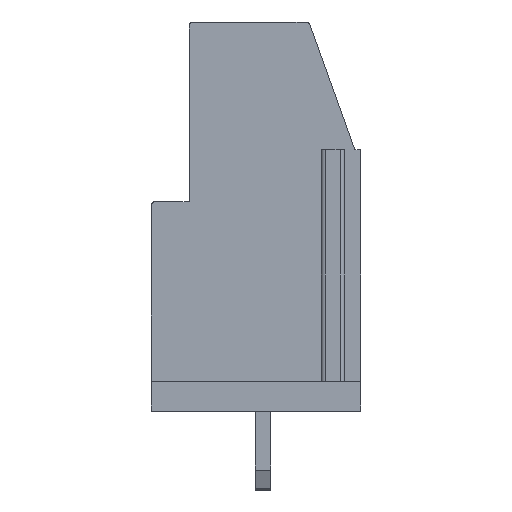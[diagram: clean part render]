
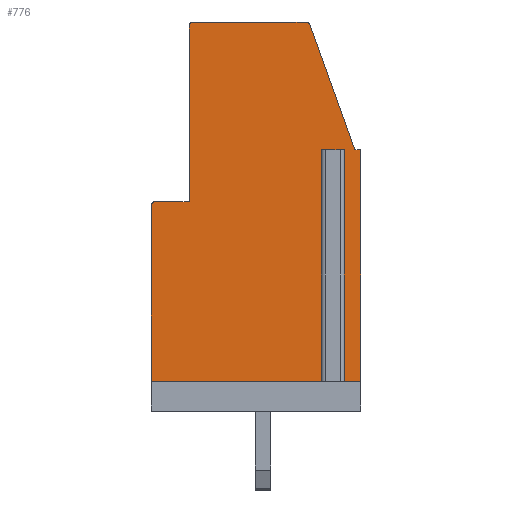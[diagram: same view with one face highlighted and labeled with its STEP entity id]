
A CAD part, left-side view. The second image highlights one B-rep face of the part: STEP entity #776.
In plain terms, the highlighted planar face has unit normal (-1, 0, 0).
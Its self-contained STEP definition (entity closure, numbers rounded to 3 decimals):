
#776=ADVANCED_FACE('',(#5155),#5157,.T.);
#5155=FACE_BOUND('',#5156,.T.);
#5156=EDGE_LOOP('',(#8815,#8816,#8817,#8818,#8819,#8820,#8821,#8822,#8823,#8824,
#8825,#8826,#8827,#8828,#8829));
#5157=PLANE('',#5158);
#5158=AXIS2_PLACEMENT_3D('',#5159,#5160,#5161);
#5159=CARTESIAN_POINT('',(-2.5,0.,0.));
#5160=DIRECTION('',(-1.,0.,0.));
#5161=DIRECTION('',(0.,0.,-1.));
#8815=ORIENTED_EDGE('',*,*,#11196,.F.);
#8816=ORIENTED_EDGE('',*,*,#11197,.F.);
#8817=ORIENTED_EDGE('',*,*,#11198,.F.);
#8818=ORIENTED_EDGE('',*,*,#11005,.T.);
#8819=ORIENTED_EDGE('',*,*,#11171,.T.);
#8820=ORIENTED_EDGE('',*,*,#11199,.T.);
#8821=ORIENTED_EDGE('',*,*,#11200,.T.);
#8822=ORIENTED_EDGE('',*,*,#11201,.T.);
#8823=ORIENTED_EDGE('',*,*,#11202,.T.);
#8824=ORIENTED_EDGE('',*,*,#11203,.T.);
#8825=ORIENTED_EDGE('',*,*,#11204,.T.);
#8826=ORIENTED_EDGE('',*,*,#11205,.T.);
#8827=ORIENTED_EDGE('',*,*,#11206,.T.);
#8828=ORIENTED_EDGE('',*,*,#11207,.T.);
#8829=ORIENTED_EDGE('',*,*,#11011,.T.);
#11005=EDGE_CURVE('',#12232,#12230,#12233,.T.);
#11011=EDGE_CURVE('',#12244,#12242,#12245,.T.);
#11171=EDGE_CURVE('',#12230,#12556,#12558,.T.);
#11196=EDGE_CURVE('',#12607,#12242,#12608,.T.);
#11197=EDGE_CURVE('',#12609,#12607,#12610,.F.);
#11198=EDGE_CURVE('',#12232,#12609,#12611,.T.);
#11199=EDGE_CURVE('',#12556,#12612,#12613,.T.);
#11200=EDGE_CURVE('',#12612,#12614,#12615,.T.);
#11201=EDGE_CURVE('',#12614,#12616,#12617,.T.);
#11202=EDGE_CURVE('',#12616,#12618,#12619,.T.);
#11203=EDGE_CURVE('',#12618,#12620,#12621,.T.);
#11204=EDGE_CURVE('',#12620,#12622,#12623,.T.);
#11205=EDGE_CURVE('',#12622,#12624,#12625,.T.);
#11206=EDGE_CURVE('',#12624,#12626,#12627,.T.);
#11207=EDGE_CURVE('',#12626,#12244,#12628,.T.);
#12230=VERTEX_POINT('',#14233);
#12232=VERTEX_POINT('',#14237);
#12233=LINE('',#14238,#14239);
#12242=VERTEX_POINT('',#14259);
#12244=VERTEX_POINT('',#14263);
#12245=LINE('',#14264,#14265);
#12556=VERTEX_POINT('',#14914);
#12558=LINE('',#14918,#14919);
#12607=VERTEX_POINT('',#15017);
#12608=LINE('',#15018,#15019);
#12609=VERTEX_POINT('',#15021);
#12610=LINE('',#15022,#15023);
#12611=LINE('',#15025,#15026);
#12612=VERTEX_POINT('',#15028);
#12613=LINE('',#15029,#15030);
#12614=VERTEX_POINT('',#15032);
#12615=LINE('',#15033,#15034);
#12616=VERTEX_POINT('',#15036);
#12617=CIRCLE('',#15037,0.2);
#12618=VERTEX_POINT('',#15041);
#12619=LINE('',#15042,#15043);
#12620=VERTEX_POINT('',#15045);
#12621=CIRCLE('',#15046,0.2);
#12622=VERTEX_POINT('',#15050);
#12623=LINE('',#15051,#15052);
#12624=VERTEX_POINT('',#15054);
#12625=LINE('',#15055,#15056);
#12626=VERTEX_POINT('',#15058);
#12627=CIRCLE('',#15059,0.2);
#12628=LINE('',#15063,#15064);
#14233=CARTESIAN_POINT('',(-2.5,-4.9,1.5));
#14237=CARTESIAN_POINT('',(-2.5,-3.925,1.5));
#14238=CARTESIAN_POINT('',(-2.5,-3.925,1.5));
#14239=VECTOR('',#14240,1.);
#14240=DIRECTION('',(0.,-1.,0.));
#14259=CARTESIAN_POINT('',(-2.5,-3.075,1.5));
#14263=CARTESIAN_POINT('',(-2.5,5.6,1.5));
#14264=CARTESIAN_POINT('',(-2.5,5.6,1.5));
#14265=VECTOR('',#14266,1.);
#14266=DIRECTION('',(0.,-1.,0.));
#14914=CARTESIAN_POINT('',(-2.5,-4.9,13.1));
#14918=CARTESIAN_POINT('',(-2.5,-4.9,1.5));
#14919=VECTOR('',#14920,1.);
#14920=DIRECTION('',(0.,0.,1.));
#15017=CARTESIAN_POINT('',(-2.5,-3.075,13.1));
#15018=CARTESIAN_POINT('',(-2.5,-3.075,13.1));
#15019=VECTOR('',#15020,1.);
#15020=DIRECTION('',(0.,0.,-1.));
#15021=CARTESIAN_POINT('',(-2.5,-3.925,13.1));
#15022=CARTESIAN_POINT('',(-2.5,-3.075,13.1));
#15023=VECTOR('',#15024,1.);
#15024=DIRECTION('',(0.,-1.,0.));
#15025=CARTESIAN_POINT('',(-2.5,-3.925,1.5));
#15026=VECTOR('',#15027,1.);
#15027=DIRECTION('',(0.,0.,1.));
#15028=CARTESIAN_POINT('',(-2.5,-4.6,13.1));
#15029=CARTESIAN_POINT('',(-2.5,-4.9,13.1));
#15030=VECTOR('',#15031,1.);
#15031=DIRECTION('',(0.,1.,0.));
#15032=CARTESIAN_POINT('',(-2.5,-2.348,19.368));
#15033=CARTESIAN_POINT('',(-2.5,-4.6,13.1));
#15034=VECTOR('',#15035,1.);
#15035=DIRECTION('',(0.,0.338,0.941));
#15036=CARTESIAN_POINT('',(-2.5,-2.159,19.5));
#15037=AXIS2_PLACEMENT_3D('',#15038,#15039,#15040);
#15038=CARTESIAN_POINT('',(-2.5,-2.159,19.3));
#15039=DIRECTION('',(-1.,-0.,-0.));
#15040=DIRECTION('',(0.,-0.941,0.338));
#15041=CARTESIAN_POINT('',(-2.5,3.5,19.5));
#15042=CARTESIAN_POINT('',(-2.5,-2.159,19.5));
#15043=VECTOR('',#15044,1.);
#15044=DIRECTION('',(0.,1.,0.));
#15045=CARTESIAN_POINT('',(-2.5,3.7,19.3));
#15046=AXIS2_PLACEMENT_3D('',#15047,#15048,#15049);
#15047=CARTESIAN_POINT('',(-2.5,3.5,19.3));
#15048=DIRECTION('',(-1.,-0.,-0.));
#15049=DIRECTION('',(0.,0.,1.));
#15050=CARTESIAN_POINT('',(-2.5,3.7,10.5));
#15051=CARTESIAN_POINT('',(-2.5,3.7,19.3));
#15052=VECTOR('',#15053,1.);
#15053=DIRECTION('',(0.,0.,-1.));
#15054=CARTESIAN_POINT('',(-2.5,5.4,10.5));
#15055=CARTESIAN_POINT('',(-2.5,3.7,10.5));
#15056=VECTOR('',#15057,1.);
#15057=DIRECTION('',(0.,1.,0.));
#15058=CARTESIAN_POINT('',(-2.5,5.6,10.3));
#15059=AXIS2_PLACEMENT_3D('',#15060,#15061,#15062);
#15060=CARTESIAN_POINT('',(-2.5,5.4,10.3));
#15061=DIRECTION('',(-1.,-0.,-0.));
#15062=DIRECTION('',(0.,0.,1.));
#15063=CARTESIAN_POINT('',(-2.5,5.6,10.3));
#15064=VECTOR('',#15065,1.);
#15065=DIRECTION('',(0.,0.,-1.));
